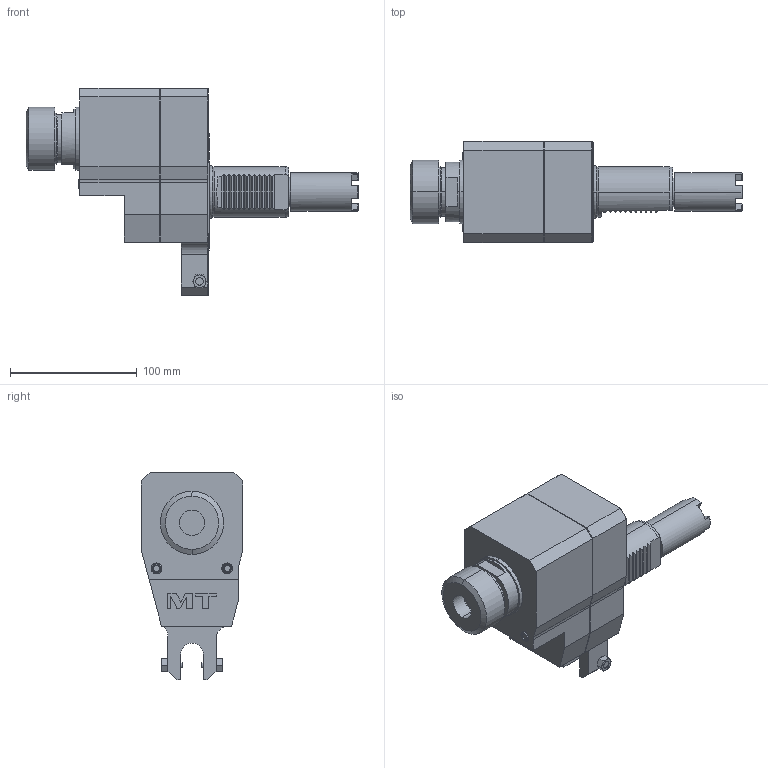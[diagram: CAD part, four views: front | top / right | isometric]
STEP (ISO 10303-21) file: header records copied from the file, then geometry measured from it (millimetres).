
FILE_DESCRIPTION((''),'2;1');
FILE_NAME('HAS0080032_CONF','2024-12-18T15:27:44',('fpalella'),('M.T. srl'),'CREO PARAMETRIC BY PTC INC, 2023352','CREO PARAMETRIC BY PTC INC, 2023352','');
FILE_SCHEMA(('CONFIG_CONTROL_DESIGN'));
Length unit declared in the file: millimetre
Products named in the file (1): HAS0080032_CONF
Bounding box: 262.01 x 80 x 164 mm (x, y, z)
Volume: 1028378.6 mm3; surface area: 84994.6 mm2
Topology: 1 solids, 1 shells, 328 faces, 832 edges, 529 vertices
Faces by surface type: plane 183, cylinder 72, cone 60, torus 9, extrusion 2, sphere 2
Entity records: 10828 total; most frequent: CARTESIAN_POINT 3117, ORIENTED_EDGE 1660, DIRECTION 1492, EDGE_CURVE 830, AXIS2_PLACEMENT_3D 532, VERTEX_POINT 529, VECTOR 428, LINE 426
